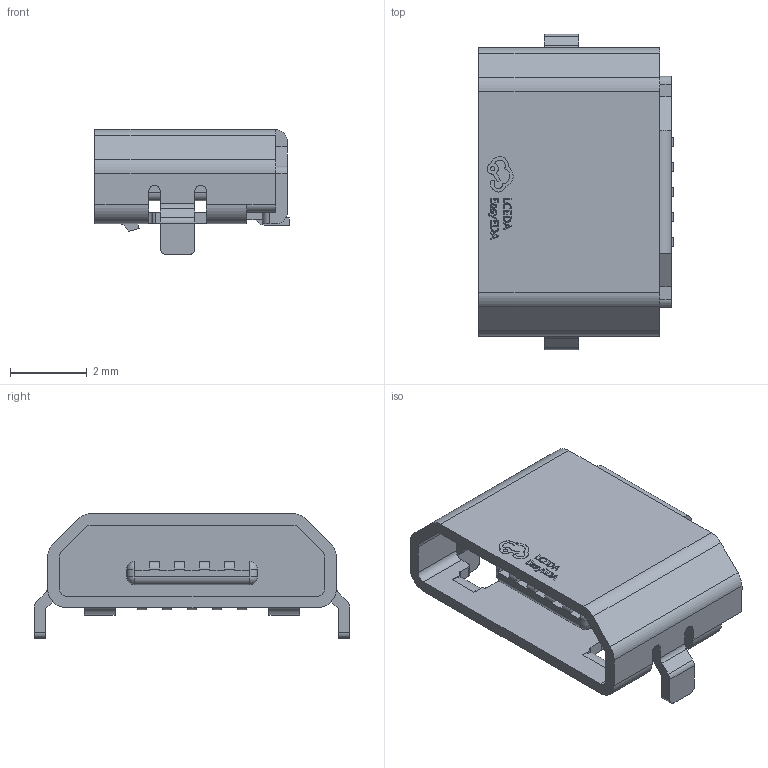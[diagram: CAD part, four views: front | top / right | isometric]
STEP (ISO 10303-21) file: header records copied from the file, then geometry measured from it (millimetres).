
FILE_DESCRIPTION (( 'STEP AP214' ), '1' );
FILE_NAME ('MICRO-USB-SMD_5P-P0.65-H-F_105164-0001.step', '2022-07-07T02:34:36', ( '' ), ( '' ), 'SwSTEP 2.0', 'SolidWorks 2020', '' );
FILE_SCHEMA (( 'AUTOMOTIVE_DESIGN' ));
Length unit declared in the file: millimetre
Products named in the file (1): MICRO-USB-SMD_5P-P0.65-H-F_105164-0001
Bounding box: 5.05 x 8.2 x 3.25 mm (x, y, z)
Volume: 49.8 mm3; surface area: 258.4 mm2
Topology: 2 solids, 2 shells, 521 faces, 1465 edges, 966 vertices
Faces by surface type: plane 312, bspline 112, cylinder 93, sphere 4
Entity records: 23011 total; most frequent: CARTESIAN_POINT 5053, ORIENTED_EDGE 2922, DIRECTION 2243, EDGE_CURVE 1461, LINE 1043, VECTOR 1043, VERTEX_POINT 966, AXIS2_PLACEMENT_3D 600
